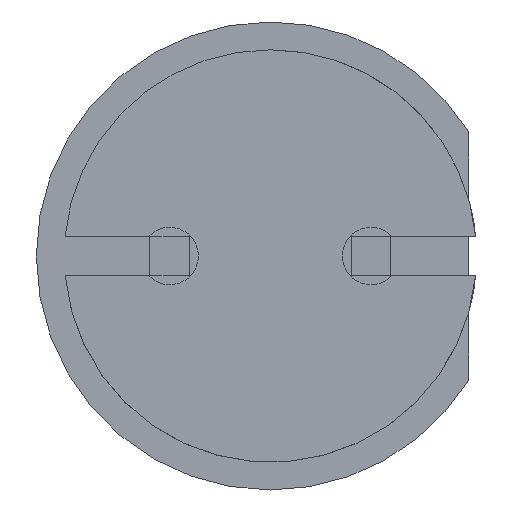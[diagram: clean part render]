
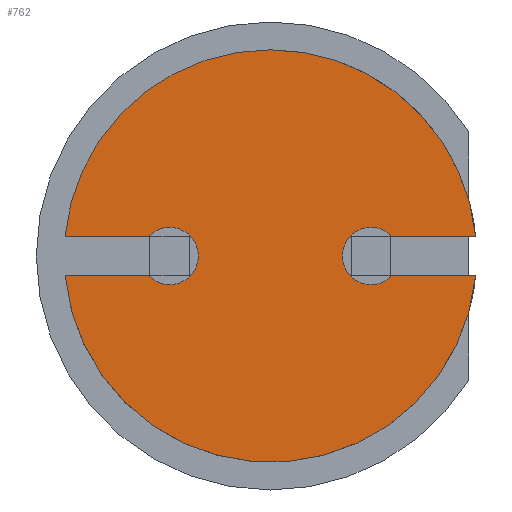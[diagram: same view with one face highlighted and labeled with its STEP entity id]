
A CAD part, front view. The second image highlights one B-rep face of the part: STEP entity #762.
In plain terms, the highlighted planar face has unit normal (0, -1, 0).
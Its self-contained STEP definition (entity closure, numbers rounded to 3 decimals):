
#262 = EDGE_CURVE ( 'NONE', #1592, #264, #4686, .T. ) ;
#264 = VERTEX_POINT ( 'NONE', #4682 ) ;
#465 = VERTEX_POINT ( 'NONE', #5440 ) ;
#701 = ORIENTED_EDGE ( 'NONE', *, *, #16702, .T. ) ;
#702 = ORIENTED_EDGE ( 'NONE', *, *, #3367, .T. ) ;
#710 = EDGE_LOOP ( 'NONE', ( #716, #701, #702, #739, #737, #738, #742, #740, #741, #729, #728, #730, #732 ) ) ;
#716 = ORIENTED_EDGE ( 'NONE', *, *, #17235, .F. ) ;
#728 = ORIENTED_EDGE ( 'NONE', *, *, #1585, .F. ) ;
#729 = ORIENTED_EDGE ( 'NONE', *, *, #1525, .F. ) ;
#730 = ORIENTED_EDGE ( 'NONE', *, *, #262, .T. ) ;
#732 = ORIENTED_EDGE ( 'NONE', *, *, #766, .T. ) ;
#737 = ORIENTED_EDGE ( 'NONE', *, *, #815, .T. ) ;
#738 = ORIENTED_EDGE ( 'NONE', *, *, #17148, .T. ) ;
#739 = ORIENTED_EDGE ( 'NONE', *, *, #3368, .T. ) ;
#740 = ORIENTED_EDGE ( 'NONE', *, *, #955, .F. ) ;
#741 = ORIENTED_EDGE ( 'NONE', *, *, #945, .F. ) ;
#742 = ORIENTED_EDGE ( 'NONE', *, *, #1527, .T. ) ;
#762 = ADVANCED_FACE ( 'NONE', ( #6923 ), #6970, .T. ) ;
#766 = EDGE_CURVE ( 'NONE', #264, #465, #6961, .T. ) ;
#815 = EDGE_CURVE ( 'NONE', #3369, #14833, #7110, .T. ) ;
#945 = EDGE_CURVE ( 'NONE', #1513, #951, #7510, .T. ) ;
#951 = VERTEX_POINT ( 'NONE', #7537 ) ;
#955 = EDGE_CURVE ( 'NONE', #951, #1531, #7536, .T. ) ;
#1512 = VERTEX_POINT ( 'NONE', #9545 ) ;
#1513 = VERTEX_POINT ( 'NONE', #9540 ) ;
#1525 = EDGE_CURVE ( 'NONE', #1586, #1513, #9607, .T. ) ;
#1527 = EDGE_CURVE ( 'NONE', #1512, #1531, #9601, .T. ) ;
#1531 = VERTEX_POINT ( 'NONE', #9631 ) ;
#1585 = EDGE_CURVE ( 'NONE', #1592, #1586, #9754, .T. ) ;
#1586 = VERTEX_POINT ( 'NONE', #9749 ) ;
#1592 = VERTEX_POINT ( 'NONE', #9737 ) ;
#3365 = VERTEX_POINT ( 'NONE', #17831 ) ;
#3367 = EDGE_CURVE ( 'NONE', #3365, #3428, #17886, .T. ) ;
#3368 = EDGE_CURVE ( 'NONE', #3428, #3369, #17881, .T. ) ;
#3369 = VERTEX_POINT ( 'NONE', #17877 ) ;
#3428 = VERTEX_POINT ( 'NONE', #17994 ) ;
#4682 = CARTESIAN_POINT ( 'NONE',  ( -2.588, -7.35, -0.25 ) ) ;
#4683 = DIRECTION ( 'NONE',  ( -1., 0., 0. ) ) ;
#4684 = VECTOR ( 'NONE', #4683, 1000. ) ;
#4685 = CARTESIAN_POINT ( 'NONE',  ( -0.225, -7.35, -0.25 ) ) ;
#4686 = LINE ( 'NONE', #4685, #4684 ) ;
#5440 = CARTESIAN_POINT ( 'NONE',  ( 2.588, -7.35, -0.25 ) ) ;
#6923 = FACE_OUTER_BOUND ( 'NONE', #710, .T. ) ;
#6957 = DIRECTION ( 'NONE',  ( 0., 0., -1. ) ) ;
#6958 = DIRECTION ( 'NONE',  ( 0., -1., 0. ) ) ;
#6959 = CARTESIAN_POINT ( 'NONE',  ( 0., -7.35, 0. ) ) ;
#6960 = AXIS2_PLACEMENT_3D ( 'NONE', #6959, #6958, #6957 ) ;
#6961 = CIRCLE ( 'NONE', #6960, 2.6 ) ;
#6965 = DIRECTION ( 'NONE',  ( 0., 0., -1. ) ) ;
#6966 = DIRECTION ( 'NONE',  ( 0., -1., 0. ) ) ;
#6967 = CARTESIAN_POINT ( 'NONE',  ( -0.225, -7.35, -6.389 ) ) ;
#6968 = AXIS2_PLACEMENT_3D ( 'NONE', #6967, #6966, #6965 ) ;
#6970 = PLANE ( 'NONE',  #6968 ) ;
#7107 = DIRECTION ( 'NONE',  ( 1., 0., 0. ) ) ;
#7108 = VECTOR ( 'NONE', #7107, 1000. ) ;
#7109 = CARTESIAN_POINT ( 'NONE',  ( -0.225, -7.35, 0.25 ) ) ;
#7110 = LINE ( 'NONE', #7109, #7108 ) ;
#7506 = DIRECTION ( 'NONE',  ( 0., 0., -1. ) ) ;
#7507 = DIRECTION ( 'NONE',  ( 0., -1., 0. ) ) ;
#7508 = CARTESIAN_POINT ( 'NONE',  ( -1.27, -7.35, 0. ) ) ;
#7509 = AXIS2_PLACEMENT_3D ( 'NONE', #7508, #7507, #7506 ) ;
#7510 = CIRCLE ( 'NONE', #7509, 0.362 ) ;
#7533 = DIRECTION ( 'NONE',  ( -1., 0., 0. ) ) ;
#7534 = VECTOR ( 'NONE', #7533, 1000. ) ;
#7535 = CARTESIAN_POINT ( 'NONE',  ( -0.225, -7.35, 0.25 ) ) ;
#7536 = LINE ( 'NONE', #7535, #7534 ) ;
#7537 = CARTESIAN_POINT ( 'NONE',  ( -1.533, -7.35, 0.25 ) ) ;
#9540 = CARTESIAN_POINT ( 'NONE',  ( -1.27, -7.35, 0.362 ) ) ;
#9545 = CARTESIAN_POINT ( 'NONE',  ( 0., -7.35, 2.6 ) ) ;
#9597 = DIRECTION ( 'NONE',  ( 0., 0., -1. ) ) ;
#9598 = DIRECTION ( 'NONE',  ( 0., -1., 0. ) ) ;
#9599 = CARTESIAN_POINT ( 'NONE',  ( 0., -7.35, 0. ) ) ;
#9600 = AXIS2_PLACEMENT_3D ( 'NONE', #9599, #9598, #9597 ) ;
#9601 = CIRCLE ( 'NONE', #9600, 2.6 ) ;
#9603 = DIRECTION ( 'NONE',  ( 0., 0., -1. ) ) ;
#9604 = DIRECTION ( 'NONE',  ( 0., -1., 0. ) ) ;
#9605 = CARTESIAN_POINT ( 'NONE',  ( -1.27, -7.35, 0. ) ) ;
#9606 = AXIS2_PLACEMENT_3D ( 'NONE', #9605, #9604, #9603 ) ;
#9607 = CIRCLE ( 'NONE', #9606, 0.362 ) ;
#9631 = CARTESIAN_POINT ( 'NONE',  ( -2.588, -7.35, 0.25 ) ) ;
#9737 = CARTESIAN_POINT ( 'NONE',  ( -1.533, -7.35, -0.25 ) ) ;
#9749 = CARTESIAN_POINT ( 'NONE',  ( -1.27, -7.35, -0.362 ) ) ;
#9750 = DIRECTION ( 'NONE',  ( 0., 0., -1. ) ) ;
#9751 = DIRECTION ( 'NONE',  ( 0., -1., 0. ) ) ;
#9752 = CARTESIAN_POINT ( 'NONE',  ( -1.27, -7.35, 0. ) ) ;
#9753 = AXIS2_PLACEMENT_3D ( 'NONE', #9752, #9751, #9750 ) ;
#9754 = CIRCLE ( 'NONE', #9753, 0.362 ) ;
#14833 = VERTEX_POINT ( 'NONE', #19553 ) ;
#16702 = EDGE_CURVE ( 'NONE', #17398, #3365, #19761, .T. ) ;
#17148 = EDGE_CURVE ( 'NONE', #14833, #1512, #19822, .T. ) ;
#17235 = EDGE_CURVE ( 'NONE', #17398, #465, #19813, .T. ) ;
#17398 = VERTEX_POINT ( 'NONE', #19854 ) ;
#17831 = CARTESIAN_POINT ( 'NONE',  ( 1.27, -7.35, -0.362 ) ) ;
#17877 = CARTESIAN_POINT ( 'NONE',  ( 1.533, -7.35, 0.25 ) ) ;
#17878 = DIRECTION ( 'NONE',  ( 0., 0., -1. ) ) ;
#17879 = DIRECTION ( 'NONE',  ( 0., 1., 0. ) ) ;
#17880 = AXIS2_PLACEMENT_3D ( 'NONE', #17887, #17879, #17878 ) ;
#17881 = CIRCLE ( 'NONE', #17880, 0.362 ) ;
#17882 = DIRECTION ( 'NONE',  ( 0., 0., -1. ) ) ;
#17883 = DIRECTION ( 'NONE',  ( 0., 1., 0. ) ) ;
#17884 = CARTESIAN_POINT ( 'NONE',  ( 1.27, -7.35, 0. ) ) ;
#17885 = AXIS2_PLACEMENT_3D ( 'NONE', #17884, #17883, #17882 ) ;
#17886 = CIRCLE ( 'NONE', #17885, 0.362 ) ;
#17887 = CARTESIAN_POINT ( 'NONE',  ( 1.27, -7.35, 0. ) ) ;
#17994 = CARTESIAN_POINT ( 'NONE',  ( 1.27, -7.35, 0.362 ) ) ;
#19553 = CARTESIAN_POINT ( 'NONE',  ( 2.588, -7.35, 0.25 ) ) ;
#19757 = DIRECTION ( 'NONE',  ( 0., 0., -1. ) ) ;
#19758 = DIRECTION ( 'NONE',  ( 0., 1., 0. ) ) ;
#19759 = CARTESIAN_POINT ( 'NONE',  ( 1.27, -7.35, 0. ) ) ;
#19760 = AXIS2_PLACEMENT_3D ( 'NONE', #19759, #19758, #19757 ) ;
#19761 = CIRCLE ( 'NONE', #19760, 0.362 ) ;
#19810 = DIRECTION ( 'NONE',  ( 1., 0., 0. ) ) ;
#19811 = VECTOR ( 'NONE', #19810, 1000. ) ;
#19812 = CARTESIAN_POINT ( 'NONE',  ( -0.225, -7.35, -0.25 ) ) ;
#19813 = LINE ( 'NONE', #19812, #19811 ) ;
#19814 = DIRECTION ( 'NONE',  ( 0., 0., -1. ) ) ;
#19815 = DIRECTION ( 'NONE',  ( 0., -1., 0. ) ) ;
#19816 = CARTESIAN_POINT ( 'NONE',  ( 0., -7.35, 0. ) ) ;
#19817 = AXIS2_PLACEMENT_3D ( 'NONE', #19816, #19815, #19814 ) ;
#19822 = CIRCLE ( 'NONE', #19817, 2.6 ) ;
#19854 = CARTESIAN_POINT ( 'NONE',  ( 1.532, -7.35, -0.25 ) ) ;
